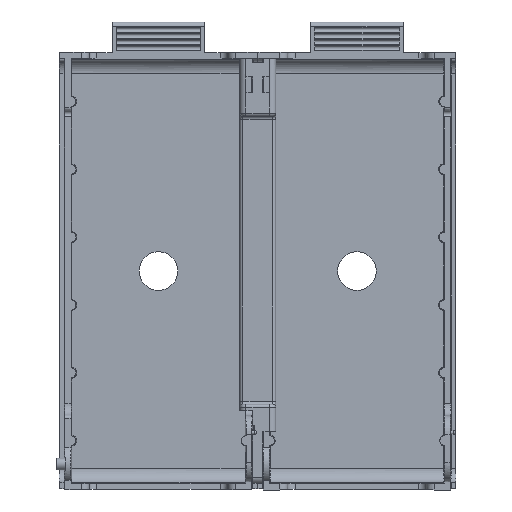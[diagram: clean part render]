
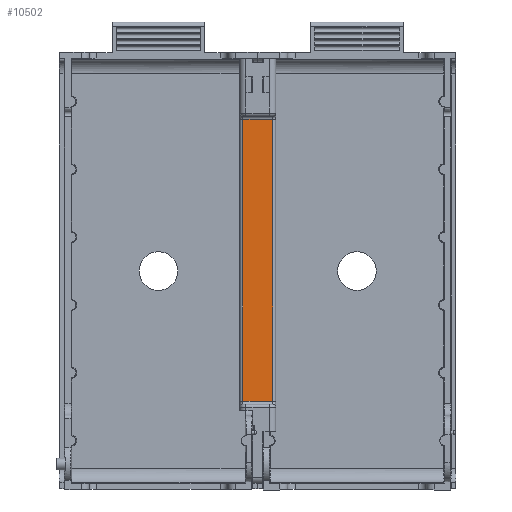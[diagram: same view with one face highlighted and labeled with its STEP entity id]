
A CAD part, front view. The second image highlights one B-rep face of the part: STEP entity #10502.
In plain terms, the highlighted planar face has unit normal (0, -1, 0).
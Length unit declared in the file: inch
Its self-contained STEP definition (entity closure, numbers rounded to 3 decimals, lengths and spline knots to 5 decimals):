
#214 = LINE ( 'NONE', #17369, #3705 ) ;
#812 = EDGE_CURVE ( 'NONE', #16137, #11717, #14206, .T. ) ;
#1011 = LINE ( 'NONE', #14267, #15961 ) ;
#2701 = DIRECTION ( 'NONE',  ( 0., 1., 0. ) ) ;
#2968 = VECTOR ( 'NONE', #5007, 39.37008 ) ;
#3705 = VECTOR ( 'NONE', #8386, 39.37008 ) ;
#4481 = ORIENTED_EDGE ( 'NONE', *, *, #18179, .T. ) ;
#4984 = VERTEX_POINT ( 'NONE', #9819 ) ;
#5007 = DIRECTION ( 'NONE',  ( 0., 0., -1. ) ) ;
#5055 = ORIENTED_EDGE ( 'NONE', *, *, #16538, .T. ) ;
#6579 = EDGE_CURVE ( 'NONE', #4984, #14101, #214, .T. ) ;
#8386 = DIRECTION ( 'NONE',  ( -1., 0., 0. ) ) ;
#8623 = FACE_OUTER_BOUND ( 'NONE', #10425, .T. ) ;
#9819 = CARTESIAN_POINT ( 'NONE',  ( 1.48005, 0.06696, 1.96787 ) ) ;
#10425 = EDGE_LOOP ( 'NONE', ( #18406, #5055, #11880, #4481 ) ) ;
#10502 = ADVANCED_FACE ( 'NONE', ( #8623 ), #17573, .F. ) ;
#11398 = LINE ( 'NONE', #18418, #2968 ) ;
#11663 = CARTESIAN_POINT ( 'NONE',  ( 0.89407, 0.06696, -1.72954 ) ) ;
#11717 = VERTEX_POINT ( 'NONE', #12230 ) ;
#11880 = ORIENTED_EDGE ( 'NONE', *, *, #812, .T. ) ;
#12230 = CARTESIAN_POINT ( 'NONE',  ( 1.48005, 0.06696, -1.68954 ) ) ;
#13149 = DIRECTION ( 'NONE',  ( 0., 0., 1. ) ) ;
#13227 = AXIS2_PLACEMENT_3D ( 'NONE', #11663, #2701, #13149 ) ;
#14101 = VERTEX_POINT ( 'NONE', #15104 ) ;
#14206 = LINE ( 'NONE', #14233, #18200 ) ;
#14233 = CARTESIAN_POINT ( 'NONE',  ( 1.52011, 0.06696, -1.68954 ) ) ;
#14267 = CARTESIAN_POINT ( 'NONE',  ( 1.48005, 0.06696, -1.72954 ) ) ;
#14494 = CARTESIAN_POINT ( 'NONE',  ( 1.09549, 0.06696, -1.68954 ) ) ;
#15104 = CARTESIAN_POINT ( 'NONE',  ( 1.09549, 0.06696, 1.96787 ) ) ;
#15781 = DIRECTION ( 'NONE',  ( 0., 0., 1. ) ) ;
#15961 = VECTOR ( 'NONE', #15781, 39.37008 ) ;
#16137 = VERTEX_POINT ( 'NONE', #14494 ) ;
#16538 = EDGE_CURVE ( 'NONE', #14101, #16137, #11398, .T. ) ;
#17369 = CARTESIAN_POINT ( 'NONE',  ( 0.89407, 0.06696, 1.96787 ) ) ;
#17573 = PLANE ( 'NONE',  #13227 ) ;
#18179 = EDGE_CURVE ( 'NONE', #11717, #4984, #1011, .T. ) ;
#18200 = VECTOR ( 'NONE', #18825, 39.37008 ) ;
#18406 = ORIENTED_EDGE ( 'NONE', *, *, #6579, .T. ) ;
#18418 = CARTESIAN_POINT ( 'NONE',  ( 1.09549, 0.06696, -1.72954 ) ) ;
#18825 = DIRECTION ( 'NONE',  ( 1., 0., 0. ) ) ;
